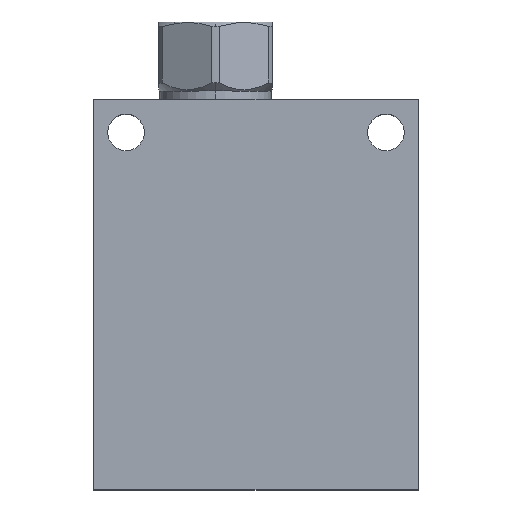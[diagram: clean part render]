
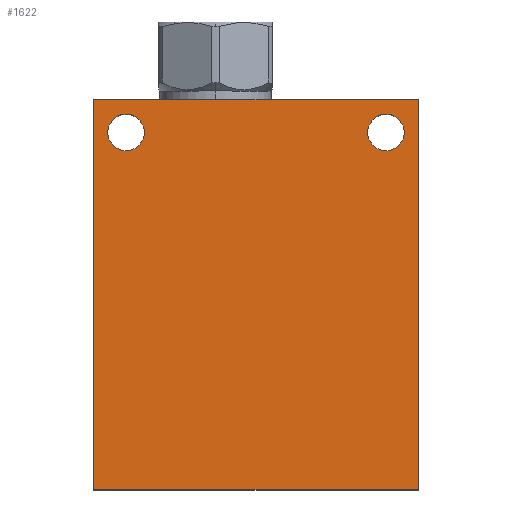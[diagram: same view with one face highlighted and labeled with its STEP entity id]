
A CAD part, top view. The second image highlights one B-rep face of the part: STEP entity #1622.
In plain terms, the highlighted planar face has unit normal (0, 0, 1).
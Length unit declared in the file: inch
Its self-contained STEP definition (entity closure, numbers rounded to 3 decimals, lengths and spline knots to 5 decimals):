
#93=DIRECTION('',(0.,-1.,0.));
#94=VECTOR('',#93,3.);
#95=CARTESIAN_POINT('',(0.,0.,1.25));
#96=LINE('',#95,#94);
#97=DIRECTION('',(-1.,0.,0.));
#98=VECTOR('',#97,2.5);
#99=CARTESIAN_POINT('',(2.5,0.,1.25));
#100=LINE('',#99,#98);
#101=DIRECTION('',(0.,1.,0.));
#102=VECTOR('',#101,3.);
#103=CARTESIAN_POINT('',(2.5,-3.,1.25));
#104=LINE('',#103,#102);
#105=DIRECTION('',(1.,0.,0.));
#106=VECTOR('',#105,2.5);
#107=CARTESIAN_POINT('',(0.,-3.,1.25));
#108=LINE('',#107,#106);
#109=CARTESIAN_POINT('',(0.25,-0.25,1.25));
#110=DIRECTION('',(0.,0.,-1.));
#111=DIRECTION('',(-1.,0.,0.));
#112=AXIS2_PLACEMENT_3D('',#109,#110,#111);
#114=CARTESIAN_POINT('',(0.25,-0.25,1.25));
#115=DIRECTION('',(0.,0.,-1.));
#116=DIRECTION('',(1.,0.,0.));
#117=AXIS2_PLACEMENT_3D('',#114,#115,#116);
#119=CARTESIAN_POINT('',(2.25,-0.25,1.25));
#120=DIRECTION('',(0.,0.,-1.));
#121=DIRECTION('',(-1.,0.,0.));
#122=AXIS2_PLACEMENT_3D('',#119,#120,#121);
#124=CARTESIAN_POINT('',(2.25,-0.25,1.25));
#125=DIRECTION('',(0.,0.,-1.));
#126=DIRECTION('',(1.,0.,0.));
#127=AXIS2_PLACEMENT_3D('',#124,#125,#126);
#1305=CARTESIAN_POINT('',(0.,0.,1.25));
#1306=CARTESIAN_POINT('',(0.,-3.,1.25));
#1307=VERTEX_POINT('',#1305);
#1308=VERTEX_POINT('',#1306);
#1309=CARTESIAN_POINT('',(2.5,-3.,1.25));
#1310=VERTEX_POINT('',#1309);
#1311=CARTESIAN_POINT('',(2.5,0.,1.25));
#1312=VERTEX_POINT('',#1311);
#1317=CARTESIAN_POINT('',(0.1095,-0.25,1.25));
#1318=CARTESIAN_POINT('',(0.3905,-0.25,1.25));
#1319=VERTEX_POINT('',#1317);
#1320=VERTEX_POINT('',#1318);
#1325=CARTESIAN_POINT('',(2.1095,-0.25,1.25));
#1326=CARTESIAN_POINT('',(2.3905,-0.25,1.25));
#1327=VERTEX_POINT('',#1325);
#1328=VERTEX_POINT('',#1326);
#1599=CARTESIAN_POINT('',(0.,0.,1.25));
#1600=DIRECTION('',(0.,0.,1.));
#1601=DIRECTION('',(1.,0.,0.));
#1602=AXIS2_PLACEMENT_3D('',#1599,#1600,#1601);
#1603=PLANE('',#1602);
#1604=ORIENTED_EDGE('',*,*,#1527,.F.);
#1605=ORIENTED_EDGE('',*,*,#1548,.F.);
#1606=ORIENTED_EDGE('',*,*,#1568,.F.);
#1607=ORIENTED_EDGE('',*,*,#1587,.F.);
#1608=EDGE_LOOP('',(#1604,#1605,#1606,#1607));
#1609=FACE_OUTER_BOUND('',#1608,.F.);
#1611=ORIENTED_EDGE('',*,*,#1610,.F.);
#1613=ORIENTED_EDGE('',*,*,#1612,.F.);
#1614=EDGE_LOOP('',(#1611,#1613));
#1615=FACE_BOUND('',#1614,.F.);
#1617=ORIENTED_EDGE('',*,*,#1616,.F.);
#1619=ORIENTED_EDGE('',*,*,#1618,.F.);
#1620=EDGE_LOOP('',(#1617,#1619));
#1621=FACE_BOUND('',#1620,.F.);
#1622=ADVANCED_FACE('',(#1609,#1615,#1621),#1603,.T.);
#113=CIRCLE('',#112,0.1405);
#118=CIRCLE('',#117,0.1405);
#123=CIRCLE('',#122,0.1405);
#128=CIRCLE('',#127,0.1405);
#1527=EDGE_CURVE('',#1307,#1308,#96,.T.);
#1548=EDGE_CURVE('',#1312,#1307,#100,.T.);
#1568=EDGE_CURVE('',#1310,#1312,#104,.T.);
#1587=EDGE_CURVE('',#1308,#1310,#108,.T.);
#1610=EDGE_CURVE('',#1319,#1320,#113,.T.);
#1612=EDGE_CURVE('',#1320,#1319,#118,.T.);
#1616=EDGE_CURVE('',#1327,#1328,#123,.T.);
#1618=EDGE_CURVE('',#1328,#1327,#128,.T.);
